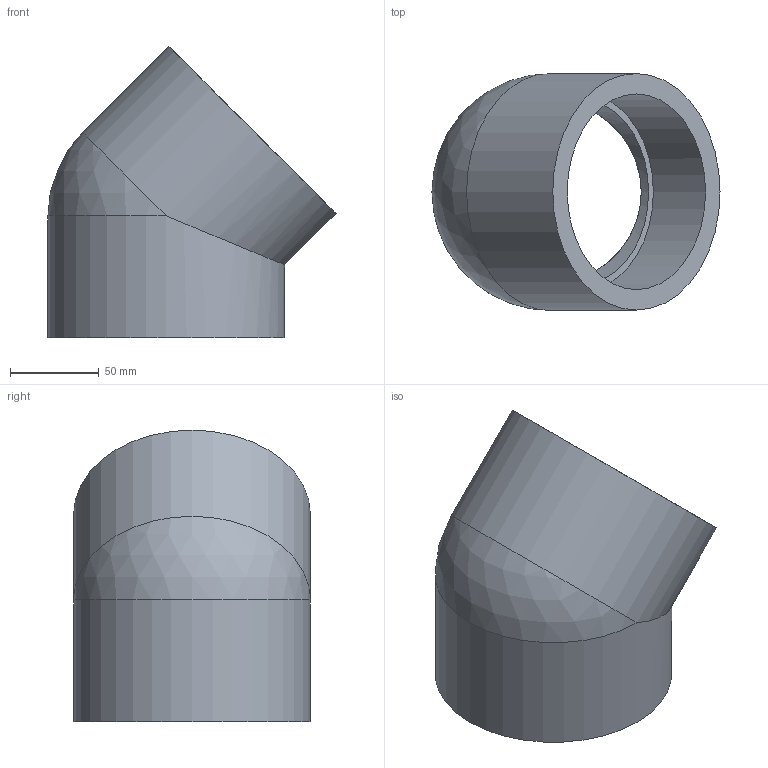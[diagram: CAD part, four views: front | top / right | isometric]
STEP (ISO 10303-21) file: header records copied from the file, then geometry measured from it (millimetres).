
FILE_DESCRIPTION( ( 'STEP AP203' ), '1' );
FILE_NAME( '30050011007(architecture400).stp', '2022-04-08T10:55:35', ( 'License CC BY-ND 4.0' ), ( 'CADENAS' ), ' ', 'PARTsolutions', ' ' );
FILE_SCHEMA( ( 'CONFIG_CONTROL_DESIGN' ) );
Length unit declared in the file: millimetre
Products named in the file (1): _30050011007(architecture400)
Bounding box: 161.96 x 133 x 163.96 mm (x, y, z)
Volume: 665821.8 mm3; surface area: 114016.5 mm2
Topology: 1 solids, 1 shells, 12 faces, 24 edges, 16 vertices
Faces by surface type: cylinder 6, plane 4, sphere 2
Full cylindrical faces by diameter (mm): 102.333 x2, 110 x2, 133 x2
Entity records: 304 total; most frequent: DIRECTION 54, CARTESIAN_POINT 39, ORIENTED_EDGE 28, AXIS2_PLACEMENT_3D 27, EDGE_LOOP 22, FACE_OUTER_BOUND 18, EDGE_CURVE 14, ADVANCED_FACE 12
